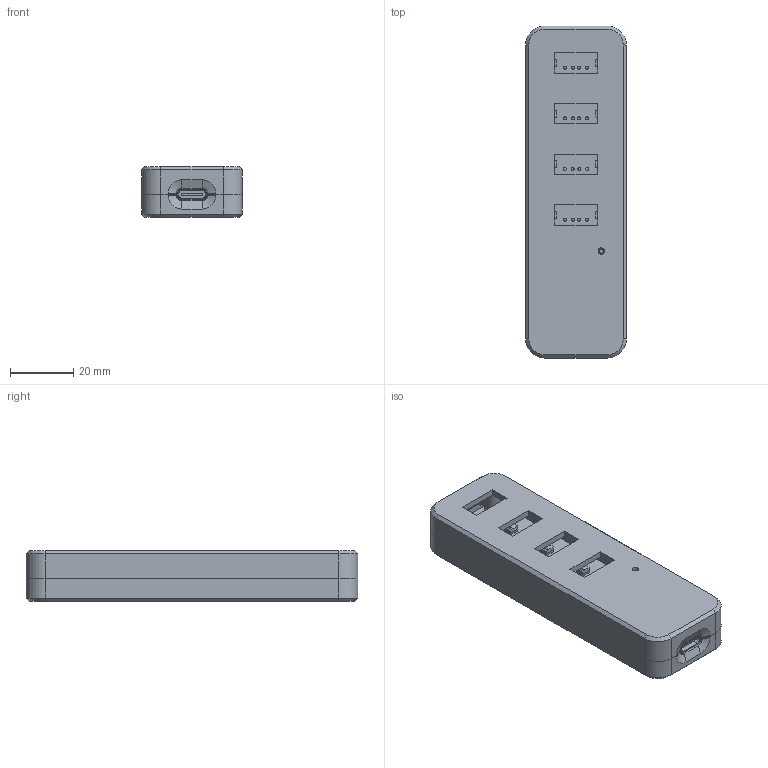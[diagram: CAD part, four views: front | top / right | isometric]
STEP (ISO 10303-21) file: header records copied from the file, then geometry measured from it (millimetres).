
FILE_DESCRIPTION(/* description */ (''),/* implementation_level */ '2;1');
FILE_NAME(/* name */ 'Remapper-v5-case.step',/* time_stamp */ '2023-10-22T01:10:00+02:00',/* author */ (''),/* organization */ (''),/* preprocessor_version */ 'ST-DEVELOPER v20',/* originating_system */ 'Autodesk Translation Framework v12.14.0.127',/* authorisation */ '');
FILE_SCHEMA (('AUTOMOTIVE_DESIGN { 1 0 10303 214 3 1 1 }'));
Length unit declared in the file: millimetre
Products named in the file (17): Remapper6; Remapper-v5-pcb; SOT-23-5; SOLID (4); HRO-TYPE-C-31-M-12; SOLID (3); CP_EIA-3528-21_Kemet-B; SOLID (2); QFN-56-1EP_7x7mm_P0.4mm_EP5.6x5.6mm; SOLID (6); R_0402_1005Metric; SOLID (1); SW_SPST_B3U-1000P; SOLID (5); C_0402_1005Metric; SOLID; PCB
Assembly tree (62 placements, depth 4):
  Remapper6
    Remapper-v5-pcb
      C_0402_1005Metric  x33
        SOLID
      R_0402_1005Metric  x11
        SOLID (1)
      QFN-56-1EP_7x7mm_P0.4mm_EP5.6x5.6mm  x2
        SOLID (6)
      SOT-23-5
        SOLID (4)
      CP_EIA-3528-21_Kemet-B  x4
        SOLID (2)
      HRO-TYPE-C-31-M-12
        SOLID (3)
      SW_SPST_B3U-1000P
        SOLID (5)
      PCB
Bounding box: 31.8 x 104.8 x 16 mm (x, y, z)
Volume: 24285.6 mm3; surface area: 27244.1 mm2
Topology: 56 solids, 56 shells, 3093 faces, 8396 edges, 5472 vertices
Faces by surface type: plane 2195, cylinder 838, cone 26, sphere 17, torus 17
Full cylindrical faces by diameter (mm): 0.35 x18, 0.5 x4, 0.65 x2, 0.92 x16, 1.5 x1, 1.8 x1, 2 x1, 2.2 x1, 2.8 x4, 3.2 x8, 6 x5, 8 x1
Entity records: 47222 total; most frequent: CARTESIAN_POINT 8110, ORIENTED_EDGE 7958, DIRECTION 7665, EDGE_CURVE 3979, LINE 3323, VECTOR 3323, VERTEX_POINT 2564, AXIS2_PLACEMENT_3D 2171
